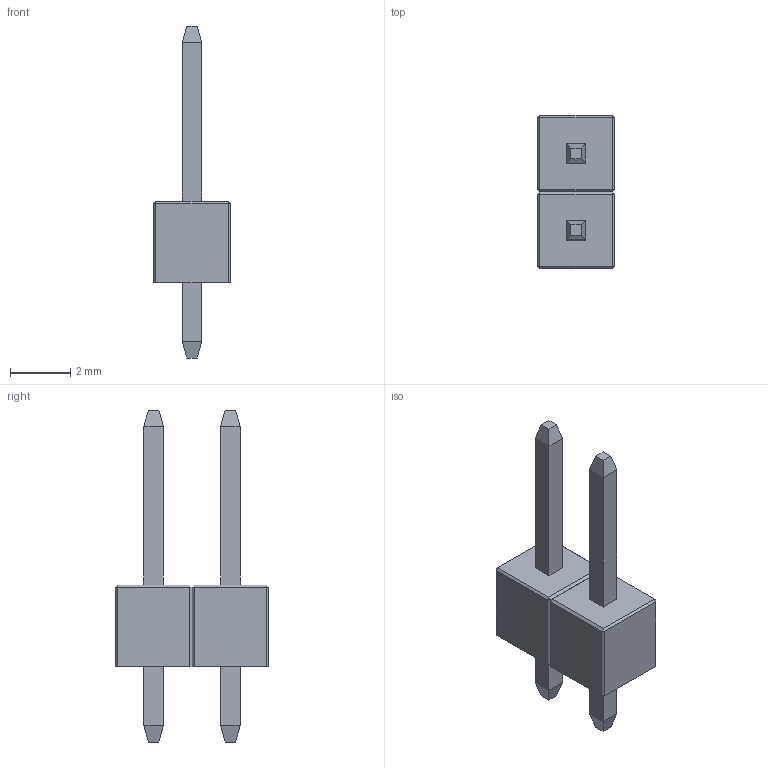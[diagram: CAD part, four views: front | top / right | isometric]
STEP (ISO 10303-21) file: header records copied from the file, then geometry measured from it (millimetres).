
FILE_DESCRIPTION (( 'STEP AP214' ), '1' );
FILE_NAME ('Header2.STEP', '2025-11-23T15:49:33', ( '' ), ( '' ), 'SwSTEP 2.0', 'SolidWorks 2024', '' );
FILE_SCHEMA (( 'AUTOMOTIVE_DESIGN' ));
Length unit declared in the file: millimetre
Products named in the file (1): Header2
Bounding box: 2.54 x 5.08 x 11 mm (x, y, z)
Volume: 41.4 mm3; surface area: 147.7 mm2
Topology: 4 solids, 4 shells, 72 faces, 152 edges, 88 vertices
Faces by surface type: plane 72
Entity records: 2686 total; most frequent: CARTESIAN_POINT 313, ORIENTED_EDGE 304, DIRECTION 298, LINE 152, EDGE_CURVE 152, VECTOR 152, VERTEX_POINT 88, UNCERTAINTY_MEASURE_WITH_UNIT 77
